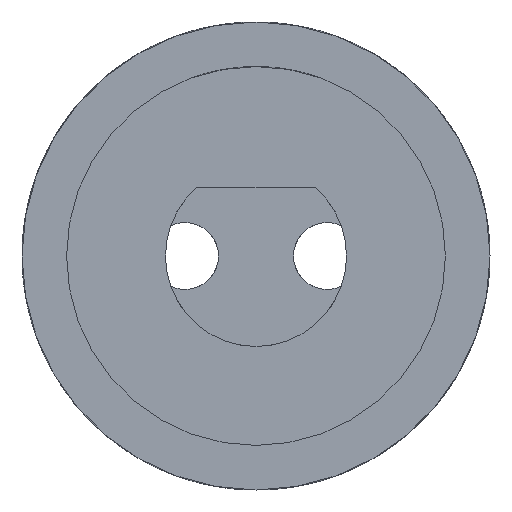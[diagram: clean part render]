
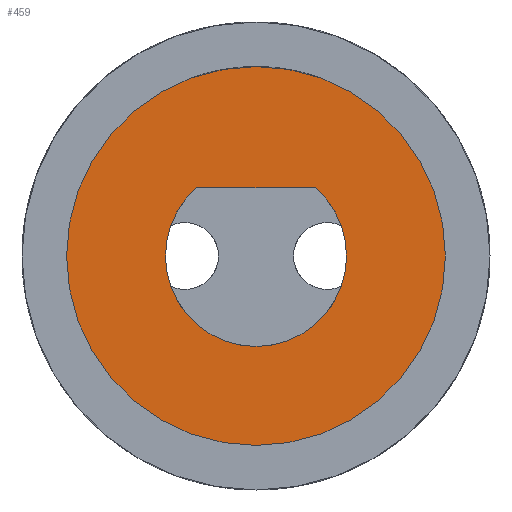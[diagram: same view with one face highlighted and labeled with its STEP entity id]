
A CAD part, front view. The second image highlights one B-rep face of the part: STEP entity #459.
In plain terms, the highlighted planar face has unit normal (0, -1, 0).
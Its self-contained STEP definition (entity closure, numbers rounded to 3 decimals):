
#16=FACE_BOUND('',#122,.T.);
#35=LINE('',#842,#53);
#53=VECTOR('',#644,10.);
#89=FACE_OUTER_BOUND('',#121,.T.);
#121=EDGE_LOOP('',(#353));
#122=EDGE_LOOP('',(#354,#355));
#167=CIRCLE('',#526,4.063);
#171=CIRCLE('',#533,8.5);
#212=VERTEX_POINT('',#831);
#213=VERTEX_POINT('',#832);
#216=VERTEX_POINT('',#846);
#260=EDGE_CURVE('',#212,#213,#167,.T.);
#266=EDGE_CURVE('',#213,#212,#35,.T.);
#268=EDGE_CURVE('',#216,#216,#171,.T.);
#353=ORIENTED_EDGE('',*,*,#268,.T.);
#354=ORIENTED_EDGE('',*,*,#260,.T.);
#355=ORIENTED_EDGE('',*,*,#266,.T.);
#437=PLANE('',#532);
#459=ADVANCED_FACE('',(#89,#16),#437,.T.);
#526=AXIS2_PLACEMENT_3D('',#833,#632,#633);
#532=AXIS2_PLACEMENT_3D('',#845,#648,#649);
#533=AXIS2_PLACEMENT_3D('',#847,#650,#651);
#632=DIRECTION('center_axis',(0.,1.,0.));
#633=DIRECTION('ref_axis',(-0.657,0.,0.754));
#644=DIRECTION('',(1.,0.,0.));
#648=DIRECTION('center_axis',(0.,-1.,0.));
#649=DIRECTION('ref_axis',(0.,0.,-1.));
#650=DIRECTION('center_axis',(0.,-1.,0.));
#651=DIRECTION('ref_axis',(1.,0.,0.));
#831=CARTESIAN_POINT('',(2.669,-11.,3.063));
#832=CARTESIAN_POINT('',(-2.669,-11.,3.063));
#833=CARTESIAN_POINT('Origin',(0.,-11.,0.));
#842=CARTESIAN_POINT('',(-1.335,-11.,3.063));
#845=CARTESIAN_POINT('Origin',(0.,-11.,0.));
#846=CARTESIAN_POINT('',(8.5,-11.,0.));
#847=CARTESIAN_POINT('Origin',(0.,-11.,0.));
